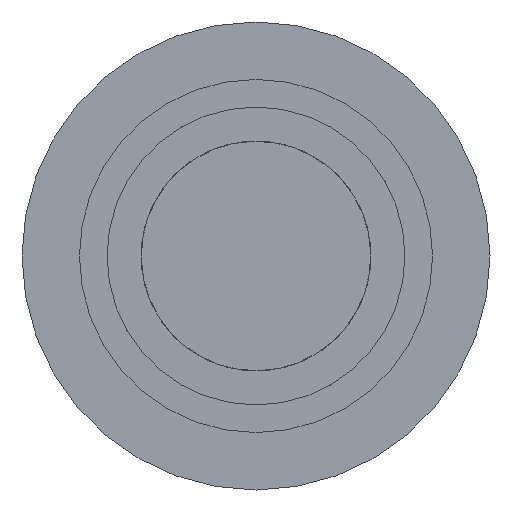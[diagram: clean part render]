
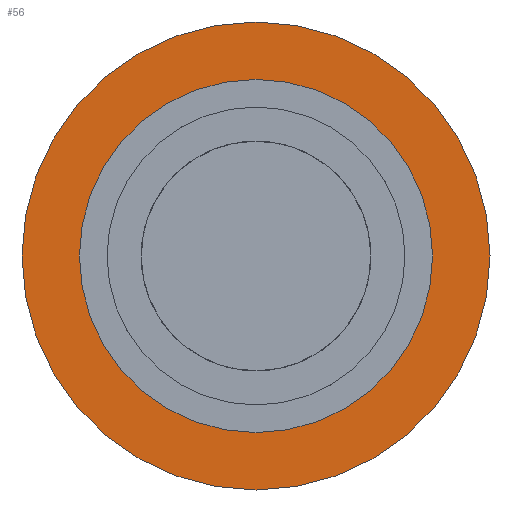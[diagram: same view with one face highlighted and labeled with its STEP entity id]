
A CAD part, front view. The second image highlights one B-rep face of the part: STEP entity #56.
In plain terms, the highlighted planar face has unit normal (0, -1, 0).
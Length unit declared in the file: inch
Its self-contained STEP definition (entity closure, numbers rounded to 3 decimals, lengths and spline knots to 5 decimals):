
#5 = DIRECTION ( 'NONE',  ( 0., 0., 1. ) ) ;
#44 = EDGE_LOOP ( 'NONE', ( #266, #939 ) ) ;
#50 = CIRCLE ( 'NONE', #85, 1.08 ) ;
#56 = ADVANCED_FACE ( 'NONE', ( #850, #762 ), #696, .T. ) ;
#79 = CIRCLE ( 'NONE', #656, 0.815 ) ;
#85 = AXIS2_PLACEMENT_3D ( 'NONE', #918, #1031, #616 ) ;
#95 = DIRECTION ( 'NONE',  ( 0., -1., 0. ) ) ;
#100 = ORIENTED_EDGE ( 'NONE', *, *, #971, .F. ) ;
#166 = CARTESIAN_POINT ( 'NONE',  ( -1.08, 0., 0. ) ) ;
#186 = DIRECTION ( 'NONE',  ( 0., 0., -1. ) ) ;
#266 = ORIENTED_EDGE ( 'NONE', *, *, #271, .T. ) ;
#271 = EDGE_CURVE ( 'NONE', #892, #726, #79, .T. ) ;
#309 = EDGE_CURVE ( 'NONE', #726, #892, #459, .T. ) ;
#322 = AXIS2_PLACEMENT_3D ( 'NONE', #752, #1089, #332 ) ;
#332 = DIRECTION ( 'NONE',  ( 0., 0., 1. ) ) ;
#343 = CARTESIAN_POINT ( 'NONE',  ( 0., 0., 0.815 ) ) ;
#345 = CARTESIAN_POINT ( 'NONE',  ( 0., 0., 0. ) ) ;
#359 = CARTESIAN_POINT ( 'NONE',  ( 0., 0., 0. ) ) ;
#387 = AXIS2_PLACEMENT_3D ( 'NONE', #359, #1024, #5 ) ;
#459 = CIRCLE ( 'NONE', #322, 0.815 ) ;
#518 = DIRECTION ( 'NONE',  ( 0., 1., 0. ) ) ;
#616 = DIRECTION ( 'NONE',  ( 0., 0., 1. ) ) ;
#656 = AXIS2_PLACEMENT_3D ( 'NONE', #345, #518, #842 ) ;
#663 = CARTESIAN_POINT ( 'NONE',  ( 0., 0., -0.815 ) ) ;
#674 = CIRCLE ( 'NONE', #387, 1.08 ) ;
#693 = AXIS2_PLACEMENT_3D ( 'NONE', #166, #95, #186 ) ;
#696 = PLANE ( 'NONE',  #693 ) ;
#726 = VERTEX_POINT ( 'NONE', #663 ) ;
#752 = CARTESIAN_POINT ( 'NONE',  ( 0., 0., 0. ) ) ;
#762 = FACE_OUTER_BOUND ( 'NONE', #896, .T. ) ;
#802 = VERTEX_POINT ( 'NONE', #1077 ) ;
#837 = CARTESIAN_POINT ( 'NONE',  ( 0., 0., 1.08 ) ) ;
#842 = DIRECTION ( 'NONE',  ( 0., 0., 1. ) ) ;
#850 = FACE_BOUND ( 'NONE', #44, .T. ) ;
#870 = ORIENTED_EDGE ( 'NONE', *, *, #1043, .F. ) ;
#892 = VERTEX_POINT ( 'NONE', #343 ) ;
#896 = EDGE_LOOP ( 'NONE', ( #870, #100 ) ) ;
#918 = CARTESIAN_POINT ( 'NONE',  ( 0., 0., 0. ) ) ;
#939 = ORIENTED_EDGE ( 'NONE', *, *, #309, .T. ) ;
#971 = EDGE_CURVE ( 'NONE', #802, #1038, #674, .T. ) ;
#1024 = DIRECTION ( 'NONE',  ( 0., 1., 0. ) ) ;
#1031 = DIRECTION ( 'NONE',  ( 0., 1., 0. ) ) ;
#1038 = VERTEX_POINT ( 'NONE', #837 ) ;
#1043 = EDGE_CURVE ( 'NONE', #1038, #802, #50, .T. ) ;
#1077 = CARTESIAN_POINT ( 'NONE',  ( 0., 0., -1.08 ) ) ;
#1089 = DIRECTION ( 'NONE',  ( 0., 1., 0. ) ) ;
